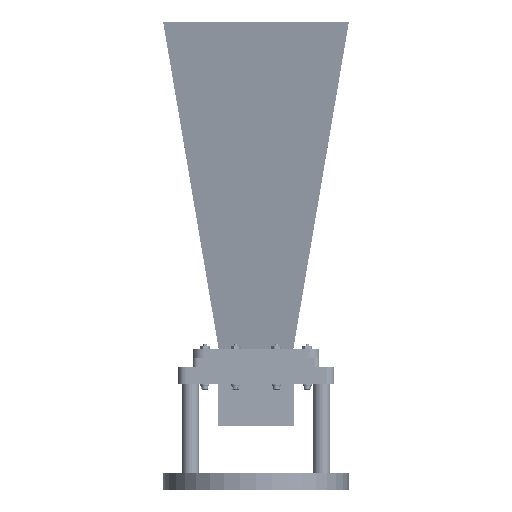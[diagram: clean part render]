
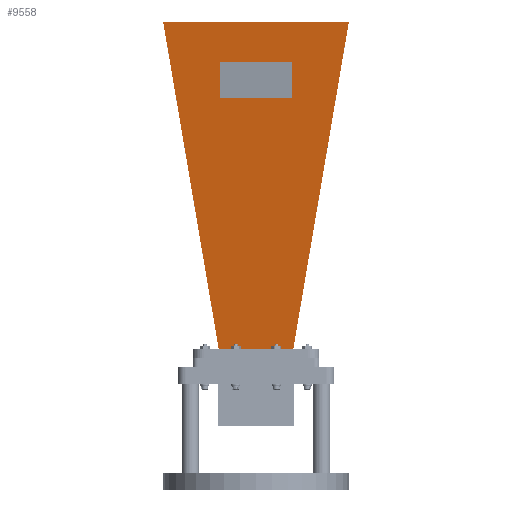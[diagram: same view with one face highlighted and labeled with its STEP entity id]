
A CAD part, top view. The second image highlights one B-rep face of the part: STEP entity #9558.
In plain terms, the highlighted face is planar.
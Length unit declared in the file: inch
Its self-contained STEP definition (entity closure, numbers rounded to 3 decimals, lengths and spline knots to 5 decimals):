
#1616 = CARTESIAN_POINT ( 'NONE',  ( -2.56147, 1.87865, 9.271 ) ) ;
#1626 = ORIENTED_EDGE ( 'NONE', *, *, #32432, .F. ) ;
#2952 = CARTESIAN_POINT ( 'NONE',  ( -1., 1.56476, 7.17295 ) ) ;
#3697 = VECTOR ( 'NONE', #18643, 39.37008 ) ;
#4579 = DIRECTION ( 'NONE',  ( 0.166, 0.146, 0.975 ) ) ;
#5059 = CARTESIAN_POINT ( 'NONE',  ( 1., 1.71272, 8.16194 ) ) ;
#7133 = DIRECTION ( 'NONE',  ( -0.166, 0.146, 0.975 ) ) ;
#8066 = CARTESIAN_POINT ( 'NONE',  ( -1.029, 0.529, 0.25 ) ) ;
#8740 = CARTESIAN_POINT ( 'NONE',  ( -1.029, 0.529, 0.25 ) ) ;
#9275 = CARTESIAN_POINT ( 'NONE',  ( 1.029, 0.529, 0.25 ) ) ;
#9558 = ADVANCED_FACE ( 'NONE', ( #24010, #44542 ), #54183, .F. ) ;
#9747 = CARTESIAN_POINT ( 'NONE',  ( 0., 0.48083, -0.07194 ) ) ;
#10656 = LINE ( 'NONE', #36123, #32234 ) ;
#12729 = VERTEX_POINT ( 'NONE', #1616 ) ;
#13636 = DIRECTION ( 'NONE',  ( 0., 0.148, 0.989 ) ) ;
#14305 = VERTEX_POINT ( 'NONE', #22086 ) ;
#14638 = DIRECTION ( 'NONE',  ( -1., 0., 0. ) ) ;
#15175 = ORIENTED_EDGE ( 'NONE', *, *, #25025, .F. ) ;
#17365 = VERTEX_POINT ( 'NONE', #37633 ) ;
#17498 = ORIENTED_EDGE ( 'NONE', *, *, #63807, .T. ) ;
#18643 = DIRECTION ( 'NONE',  ( -1., 0., 0. ) ) ;
#20828 = ORIENTED_EDGE ( 'NONE', *, *, #47859, .F. ) ;
#21178 = DIRECTION ( 'NONE',  ( 1., 0., 0. ) ) ;
#21255 = DIRECTION ( 'NONE',  ( 1., 0., 0. ) ) ;
#21469 = VERTEX_POINT ( 'NONE', #26246 ) ;
#21911 = CARTESIAN_POINT ( 'NONE',  ( 1., 1.71272, 8.16194 ) ) ;
#22086 = CARTESIAN_POINT ( 'NONE',  ( -1., 1.71272, 8.16194 ) ) ;
#24010 = FACE_BOUND ( 'NONE', #43296, .T. ) ;
#24307 = VERTEX_POINT ( 'NONE', #30899 ) ;
#25025 = EDGE_CURVE ( 'NONE', #21469, #17365, #54673, .T. ) ;
#26091 = VECTOR ( 'NONE', #37734, 39.37008 ) ;
#26246 = CARTESIAN_POINT ( 'NONE',  ( 1.029, 0.529, 0.25 ) ) ;
#30899 = CARTESIAN_POINT ( 'NONE',  ( 1., 1.56476, 7.17295 ) ) ;
#32234 = VECTOR ( 'NONE', #14638, 39.37008 ) ;
#32432 = EDGE_CURVE ( 'NONE', #24307, #40614, #10656, .T. ) ;
#33227 = VECTOR ( 'NONE', #13636, 39.37008 ) ;
#36049 = ORIENTED_EDGE ( 'NONE', *, *, #46422, .F. ) ;
#36077 = ORIENTED_EDGE ( 'NONE', *, *, #40589, .F. ) ;
#36123 = CARTESIAN_POINT ( 'NONE',  ( 1., 1.56476, 7.17295 ) ) ;
#37380 = VECTOR ( 'NONE', #21255, 39.37008 ) ;
#37633 = CARTESIAN_POINT ( 'NONE',  ( 2.56147, 1.87865, 9.271 ) ) ;
#37734 = DIRECTION ( 'NONE',  ( 0., -0.148, -0.989 ) ) ;
#37811 = CARTESIAN_POINT ( 'NONE',  ( -1., 1.56476, 7.17295 ) ) ;
#37916 = LINE ( 'NONE', #47884, #57747 ) ;
#39218 = EDGE_CURVE ( 'NONE', #12729, #17365, #55694, .T. ) ;
#39533 = DIRECTION ( 'NONE',  ( 0., -0.148, -0.989 ) ) ;
#40589 = EDGE_CURVE ( 'NONE', #47618, #24307, #47707, .T. ) ;
#40614 = VERTEX_POINT ( 'NONE', #2952 ) ;
#41795 = LINE ( 'NONE', #21911, #37380 ) ;
#42632 = AXIS2_PLACEMENT_3D ( 'NONE', #9747, #43879, #39533 ) ;
#43172 = LINE ( 'NONE', #8066, #3697 ) ;
#43296 = EDGE_LOOP ( 'NONE', ( #36049, #20828, #1626, #36077 ) ) ;
#43879 = DIRECTION ( 'NONE',  ( 0., -0.989, 0.148 ) ) ;
#44542 = FACE_OUTER_BOUND ( 'NONE', #58616, .T. ) ;
#46391 = CARTESIAN_POINT ( 'NONE',  ( -2.563, 1.87865, 9.271 ) ) ;
#46422 = EDGE_CURVE ( 'NONE', #14305, #47618, #41795, .T. ) ;
#47618 = VERTEX_POINT ( 'NONE', #5059 ) ;
#47707 = LINE ( 'NONE', #62954, #26091 ) ;
#47781 = LINE ( 'NONE', #37811, #33227 ) ;
#47859 = EDGE_CURVE ( 'NONE', #40614, #14305, #47781, .T. ) ;
#47884 = CARTESIAN_POINT ( 'NONE',  ( -1.029, 0.529, 0.25 ) ) ;
#54183 = PLANE ( 'NONE',  #42632 ) ;
#54673 = LINE ( 'NONE', #9275, #57317 ) ;
#55284 = ORIENTED_EDGE ( 'NONE', *, *, #39218, .T. ) ;
#55684 = VECTOR ( 'NONE', #21178, 39.37008 ) ;
#55694 = LINE ( 'NONE', #46391, #55684 ) ;
#56859 = EDGE_CURVE ( 'NONE', #21469, #61743, #43172, .T. ) ;
#57317 = VECTOR ( 'NONE', #4579, 39.37008 ) ;
#57747 = VECTOR ( 'NONE', #7133, 39.37008 ) ;
#58616 = EDGE_LOOP ( 'NONE', ( #17498, #55284, #15175, #60897 ) ) ;
#60897 = ORIENTED_EDGE ( 'NONE', *, *, #56859, .T. ) ;
#61743 = VERTEX_POINT ( 'NONE', #8740 ) ;
#62954 = CARTESIAN_POINT ( 'NONE',  ( 1., 1.56476, 7.17295 ) ) ;
#63807 = EDGE_CURVE ( 'NONE', #61743, #12729, #37916, .T. ) ;
